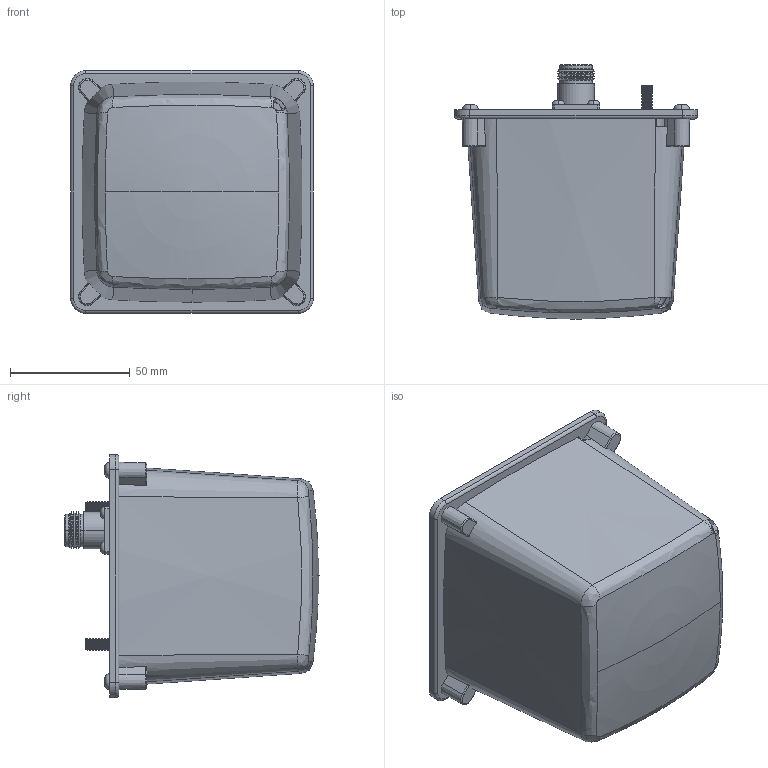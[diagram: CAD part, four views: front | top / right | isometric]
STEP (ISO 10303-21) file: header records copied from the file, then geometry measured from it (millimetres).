
FILE_DESCRIPTION (( 'STEP AP214' ), '1' );
FILE_NAME ('HG2458-10DP-BLK_3D.STEP', '2020-08-27T22:35:13', ( '' ), ( '' ), 'SwSTEP 2.0', 'SolidWorks 2018', '' );
FILE_SCHEMA (( 'AUTOMOTIVE_DESIGN' ));
Length unit declared in the file: inch
Products named in the file (1): HG2458-10DP-BLK_3D
Bounding box: 101.6 x 106.39 x 101.6 mm (x, y, z)
Volume: 85160.5 mm3; surface area: 88860.8 mm2
Topology: 1 solids, 2 shells, 537 faces, 1334 edges, 819 vertices
Faces by surface type: plane 237, cone 198, cylinder 40, bspline 32, torus 30
Entity records: 22084 total; most frequent: CARTESIAN_POINT 5327, ORIENTED_EDGE 2656, DIRECTION 2515, EDGE_CURVE 1328, AXIS2_PLACEMENT_3D 911, VERTEX_POINT 819, LINE 693, VECTOR 693
